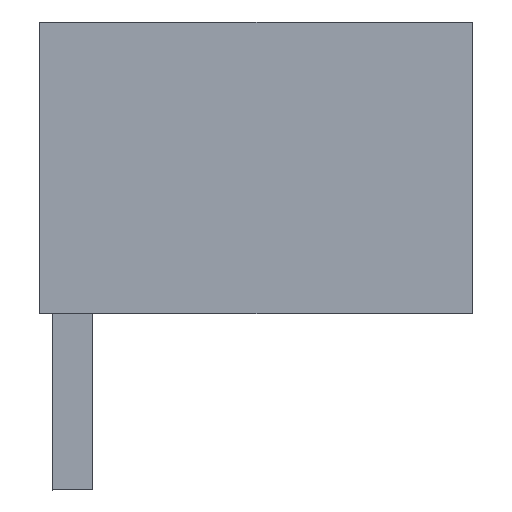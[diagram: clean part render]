
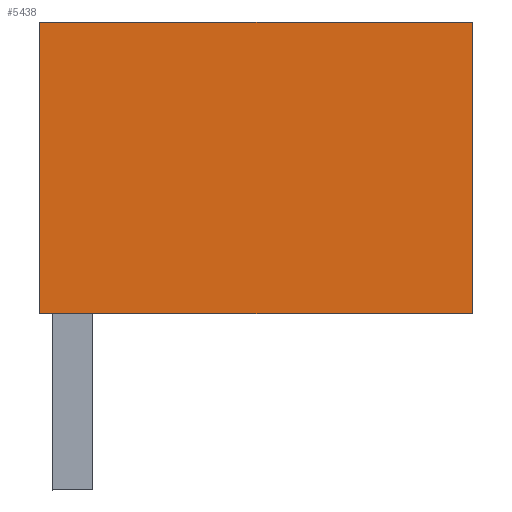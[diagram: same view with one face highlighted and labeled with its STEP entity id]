
A CAD part, left-side view. The second image highlights one B-rep face of the part: STEP entity #5438.
In plain terms, the highlighted planar face has unit normal (-1, 0, 0).
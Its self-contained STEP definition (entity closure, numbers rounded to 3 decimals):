
#5425=AXIS2_PLACEMENT_3D('Plane Axis2P3D',#5422,#5423,#5424) ;
#1760=CARTESIAN_POINT('Vertex',(0.,11.05,4.5)) ;
#1763=CARTESIAN_POINT('Line Origine',(0.,11.05,8.225)) ;
#1767=CARTESIAN_POINT('Vertex',(0.,11.05,11.95)) ;
#2183=CARTESIAN_POINT('Line Origine',(0.,5.525,4.5)) ;
#2187=CARTESIAN_POINT('Vertex',(0.,0.,4.5)) ;
#4382=CARTESIAN_POINT('Line Origine',(0.,5.525,11.95)) ;
#4386=CARTESIAN_POINT('Vertex',(0.,0.,11.95)) ;
#5422=CARTESIAN_POINT('Axis2P3D Location',(0.,11.05,1.3)) ;
#5427=CARTESIAN_POINT('Line Origine',(0.,0.,8.225)) ;
#1764=DIRECTION('Vector Direction',(0.,0.,-1.)) ;
#2184=DIRECTION('Vector Direction',(0.,1.,0.)) ;
#4383=DIRECTION('Vector Direction',(0.,-1.,0.)) ;
#5423=DIRECTION('Axis2P3D Direction',(-1.,0.,0.)) ;
#5424=DIRECTION('Axis2P3D XDirection',(0.,-1.,0.)) ;
#5428=DIRECTION('Vector Direction',(0.,0.,1.)) ;
#1765=VECTOR('Line Direction',#1764,1.) ;
#2185=VECTOR('Line Direction',#2184,1.) ;
#4384=VECTOR('Line Direction',#4383,1.) ;
#5429=VECTOR('Line Direction',#5428,1.) ;
#5433=ORIENTED_EDGE('',*,*,#1769,.T.) ;
#5434=ORIENTED_EDGE('',*,*,#2189,.T.) ;
#5435=ORIENTED_EDGE('',*,*,#5431,.T.) ;
#5436=ORIENTED_EDGE('',*,*,#4388,.T.) ;
#5438=ADVANCED_FACE('HOUSING',(#5437),#5426,.T.) ;
#1769=EDGE_CURVE('',#1768,#1761,#1766,.T.) ;
#2189=EDGE_CURVE('',#1761,#2188,#2186,.F.) ;
#4388=EDGE_CURVE('',#4387,#1768,#4385,.F.) ;
#5431=EDGE_CURVE('',#2188,#4387,#5430,.T.) ;
#5432=EDGE_LOOP('',(#5433,#5434,#5435,#5436)) ;
#5437=FACE_OUTER_BOUND('',#5432,.T.) ;
#1766=LINE('Line',#1763,#1765) ;
#2186=LINE('Line',#2183,#2185) ;
#4385=LINE('Line',#4382,#4384) ;
#5430=LINE('Line',#5427,#5429) ;
#5426=PLANE('',#5425) ;
#1761=VERTEX_POINT('',#1760) ;
#1768=VERTEX_POINT('',#1767) ;
#2188=VERTEX_POINT('',#2187) ;
#4387=VERTEX_POINT('',#4386) ;
